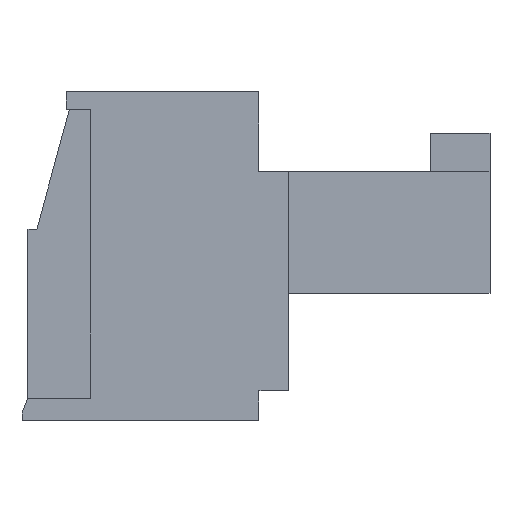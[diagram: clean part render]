
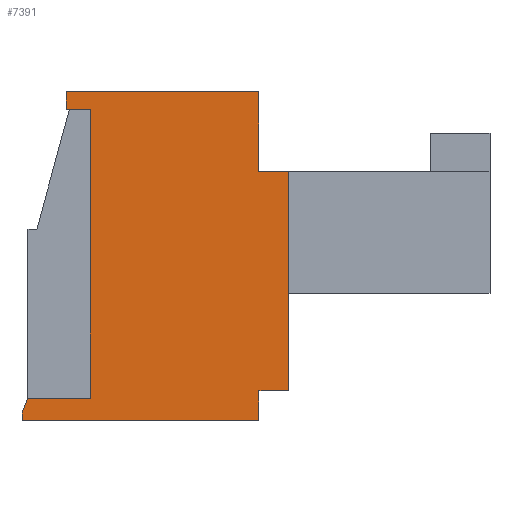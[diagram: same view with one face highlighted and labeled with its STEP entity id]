
A CAD part, left-side view. The second image highlights one B-rep face of the part: STEP entity #7391.
In plain terms, the highlighted planar face has unit normal (-1, 0, 0).
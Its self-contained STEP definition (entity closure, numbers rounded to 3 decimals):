
#398=FACE_OUTER_BOUND('',#784,.T.);
#784=EDGE_LOOP('',(#5061,#5062,#5063,#5064,#5065,#5066,#5067,#5068,#5069,
#5070,#5071,#5072,#5073));
#1271=LINE('',#10628,#2163);
#1280=LINE('',#10648,#2172);
#1299=LINE('',#10685,#2191);
#1331=LINE('',#10747,#2223);
#1332=LINE('',#10749,#2224);
#1333=LINE('',#10751,#2225);
#1334=LINE('',#10753,#2226);
#1335=LINE('',#10755,#2227);
#1336=LINE('',#10757,#2228);
#1337=LINE('',#10759,#2229);
#1338=LINE('',#10761,#2230);
#1339=LINE('',#10763,#2231);
#1340=LINE('',#10764,#2232);
#2163=VECTOR('',#8677,1000.);
#2172=VECTOR('',#8692,1000.);
#2191=VECTOR('',#8713,1000.);
#2223=VECTOR('',#8747,1000.);
#2224=VECTOR('',#8748,1000.);
#2225=VECTOR('',#8749,1000.);
#2226=VECTOR('',#8750,1000.);
#2227=VECTOR('',#8751,1000.);
#2228=VECTOR('',#8752,1000.);
#2229=VECTOR('',#8753,1000.);
#2230=VECTOR('',#8754,1000.);
#2231=VECTOR('',#8755,1000.);
#2232=VECTOR('',#8756,1000.);
#3047=VERTEX_POINT('',#10625);
#3048=VERTEX_POINT('',#10627);
#3055=VERTEX_POINT('',#10646);
#3056=VERTEX_POINT('',#10647);
#3073=VERTEX_POINT('',#10684);
#3103=VERTEX_POINT('',#10748);
#3104=VERTEX_POINT('',#10750);
#3105=VERTEX_POINT('',#10752);
#3106=VERTEX_POINT('',#10754);
#3107=VERTEX_POINT('',#10756);
#3108=VERTEX_POINT('',#10758);
#3109=VERTEX_POINT('',#10760);
#3110=VERTEX_POINT('',#10762);
#3783=EDGE_CURVE('',#3048,#3047,#1271,.F.);
#3792=EDGE_CURVE('',#3055,#3056,#1280,.T.);
#3811=EDGE_CURVE('',#3073,#3048,#1299,.T.);
#3843=EDGE_CURVE('',#3047,#3055,#1331,.T.);
#3844=EDGE_CURVE('',#3056,#3103,#1332,.T.);
#3845=EDGE_CURVE('',#3104,#3103,#1333,.T.);
#3846=EDGE_CURVE('',#3104,#3105,#1334,.T.);
#3847=EDGE_CURVE('',#3105,#3106,#1335,.T.);
#3848=EDGE_CURVE('',#3106,#3107,#1336,.T.);
#3849=EDGE_CURVE('',#3107,#3108,#1337,.T.);
#3850=EDGE_CURVE('',#3108,#3109,#1338,.T.);
#3851=EDGE_CURVE('',#3109,#3110,#1339,.T.);
#3852=EDGE_CURVE('',#3110,#3073,#1340,.T.);
#5061=ORIENTED_EDGE('',*,*,#3811,.T.);
#5062=ORIENTED_EDGE('',*,*,#3783,.T.);
#5063=ORIENTED_EDGE('',*,*,#3843,.T.);
#5064=ORIENTED_EDGE('',*,*,#3792,.T.);
#5065=ORIENTED_EDGE('',*,*,#3844,.T.);
#5066=ORIENTED_EDGE('',*,*,#3845,.F.);
#5067=ORIENTED_EDGE('',*,*,#3846,.T.);
#5068=ORIENTED_EDGE('',*,*,#3847,.T.);
#5069=ORIENTED_EDGE('',*,*,#3848,.T.);
#5070=ORIENTED_EDGE('',*,*,#3849,.T.);
#5071=ORIENTED_EDGE('',*,*,#3850,.T.);
#5072=ORIENTED_EDGE('',*,*,#3851,.T.);
#5073=ORIENTED_EDGE('',*,*,#3852,.T.);
#6668=PLANE('',#7887);
#7391=ADVANCED_FACE('',(#398),#6668,.T.);
#7887=AXIS2_PLACEMENT_3D('',#10746,#8745,#8746);
#8677=DIRECTION('',(0.,-0.363,0.932));
#8692=DIRECTION('',(0.,-1.,0.));
#8713=DIRECTION('',(0.,1.,0.));
#8745=DIRECTION('center_axis',(-1.,0.,0.));
#8746=DIRECTION('ref_axis',(0.,0.,1.));
#8747=DIRECTION('',(0.,0.,-1.));
#8748=DIRECTION('',(0.,0.,1.));
#8749=DIRECTION('',(0.,1.,0.));
#8750=DIRECTION('',(0.,0.,1.));
#8751=DIRECTION('',(0.,1.,0.));
#8752=DIRECTION('',(0.,0.,1.));
#8753=DIRECTION('',(0.,1.,0.));
#8754=DIRECTION('',(0.,0.,-1.));
#8755=DIRECTION('',(0.,-1.,0.));
#8756=DIRECTION('',(0.,0.,-1.));
#10625=CARTESIAN_POINT('',(-7.,4.,-5.375));
#10627=CARTESIAN_POINT('',(-7.,3.805,-4.875));
#10628=CARTESIAN_POINT('',(-7.,1.652,0.644));
#10646=CARTESIAN_POINT('',(-7.,4.,-5.625));
#10647=CARTESIAN_POINT('',(-7.,-4.,-5.625));
#10648=CARTESIAN_POINT('',(-7.,4.,-5.625));
#10684=CARTESIAN_POINT('',(-7.,1.7,-4.875));
#10685=CARTESIAN_POINT('',(-7.,1.7,-4.875));
#10746=CARTESIAN_POINT('Origin',(-7.,0.,0.));
#10747=CARTESIAN_POINT('',(-7.,4.,-4.875));
#10748=CARTESIAN_POINT('',(-7.,-4.,-4.625));
#10749=CARTESIAN_POINT('',(-7.,-4.,-5.625));
#10750=CARTESIAN_POINT('',(-7.,-5.,-4.625));
#10751=CARTESIAN_POINT('',(-7.,-5.,-4.625));
#10752=CARTESIAN_POINT('',(-7.,-5.,2.775));
#10753=CARTESIAN_POINT('',(-7.,-5.,-4.625));
#10754=CARTESIAN_POINT('',(-7.,-4.,2.775));
#10755=CARTESIAN_POINT('',(-7.,-5.,2.775));
#10756=CARTESIAN_POINT('',(-7.,-4.,5.475));
#10757=CARTESIAN_POINT('',(-7.,-4.,-5.625));
#10758=CARTESIAN_POINT('',(-7.,2.5,5.475));
#10759=CARTESIAN_POINT('',(-7.,-4.,5.475));
#10760=CARTESIAN_POINT('',(-7.,2.5,4.875));
#10761=CARTESIAN_POINT('',(-7.,2.5,5.475));
#10762=CARTESIAN_POINT('',(-7.,1.7,4.875));
#10763=CARTESIAN_POINT('',(-7.,2.5,4.875));
#10764=CARTESIAN_POINT('',(-7.,1.7,4.875));
